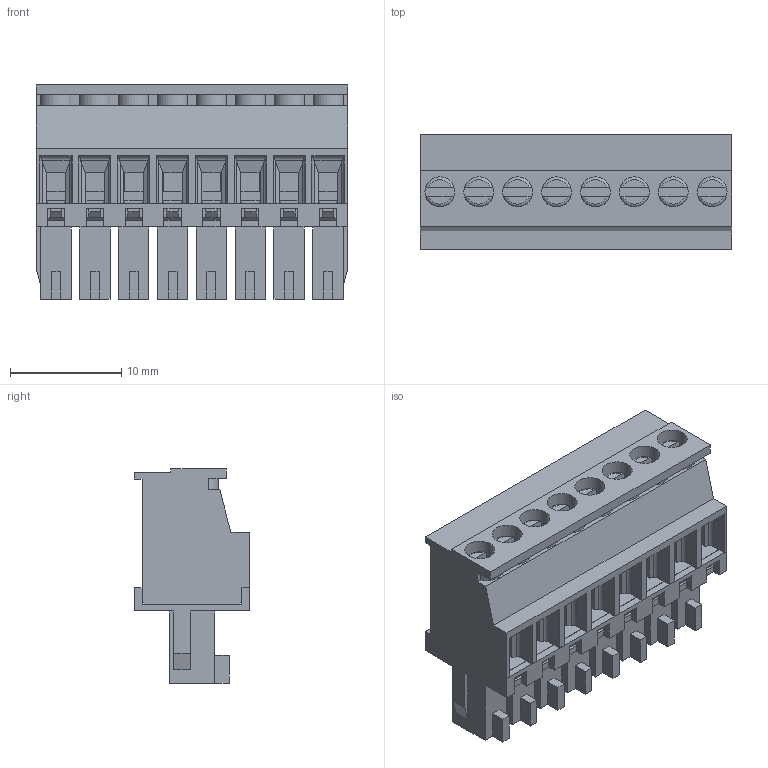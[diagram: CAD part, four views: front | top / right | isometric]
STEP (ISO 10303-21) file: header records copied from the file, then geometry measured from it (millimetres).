
FILE_DESCRIPTION( ( 'Unknown' ), '1' );
FILE_NAME( '691363110008.stp', 'Unknown', ( 'Unknown' ), ( 'Unknown' ), 'PSStep 14.0', 'Unknown', ' ' );
FILE_SCHEMA( ( 'AUTOMOTIVE_DESIGN { 1 0 10303 214 1 1 1 1 }' ) );
Length unit declared in the file: millimetre
Products named in the file (6): Assem1; 6913631100xx_Cage; 6913631100xx_VIS; 6913631100xx; 691367110008; 691367110008_Bas
Assembly tree (26 placements, depth 2):
  Assem1
    6913631100xx_Cage  x8
    6913631100xx_VIS  x8
    6913631100xx  x8
    691367110008
    691367110008_Bas
Bounding box: 28 x 10.4 x 19.3 mm (x, y, z)
Volume: 2268.5 mm3; surface area: 8275.9 mm2
Topology: 26 solids, 26 shells, 1556 faces, 4174 edges, 2660 vertices
Faces by surface type: plane 1252, cylinder 272, torus 32
Full cylindrical faces by diameter (mm): 1.5 x8, 1.7 x8, 1.9 x16, 2.1 x8, 2.7 x16
Entity records: 35888 total; most frequent: CARTESIAN_POINT 5133, ORIENTED_EDGE 4946, DIRECTION 4516, EDGE_CURVE 2473, LINE 2236, VECTOR 2236, VERTEX_POINT 1605, AXIS2_PLACEMENT_3D 1140
